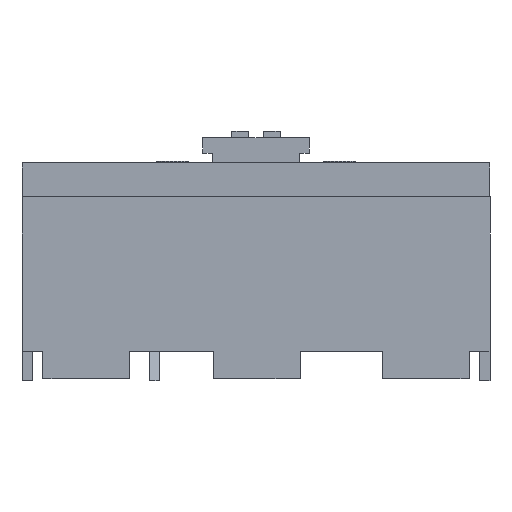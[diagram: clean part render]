
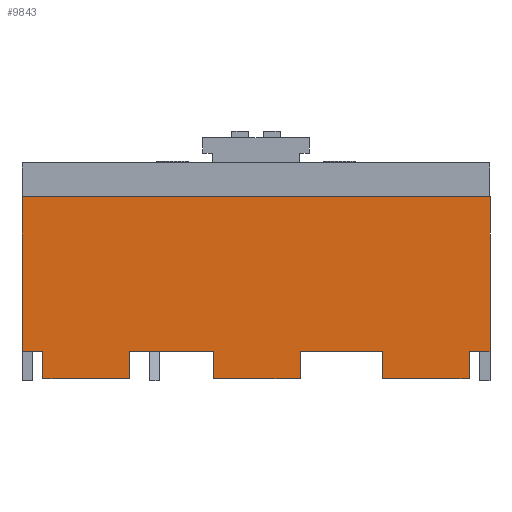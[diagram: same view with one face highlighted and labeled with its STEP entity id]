
A CAD part, front view. The second image highlights one B-rep face of the part: STEP entity #9843.
In plain terms, the highlighted planar face has unit normal (0, -1, 0).
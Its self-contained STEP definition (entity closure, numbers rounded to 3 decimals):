
#34=DIRECTION('',(0.,0.,1.));
#35=VECTOR('',#34,31.9);
#36=CARTESIAN_POINT('',(0.,0.,0.));
#37=LINE('',#36,#35);
#98=DIRECTION('',(0.,0.,1.));
#99=VECTOR('',#98,31.9);
#100=CARTESIAN_POINT('',(96.5,0.,0.));
#101=LINE('',#100,#99);
#1954=DIRECTION('',(1.,0.,0.));
#1955=VECTOR('',#1954,96.5);
#1956=CARTESIAN_POINT('',(0.,0.,31.9));
#1957=LINE('',#1956,#1955);
#1974=DIRECTION('',(1.,0.,0.));
#1975=VECTOR('',#1974,4.32);
#1976=CARTESIAN_POINT('',(92.18,0.,0.));
#1977=LINE('',#1976,#1975);
#1978=DIRECTION('',(0.,0.,-1.));
#1979=VECTOR('',#1978,5.6);
#1980=CARTESIAN_POINT('',(92.18,0.,0.));
#1981=LINE('',#1980,#1979);
#1982=DIRECTION('',(-1.,0.,0.));
#1983=VECTOR('',#1982,17.83);
#1984=CARTESIAN_POINT('',(92.18,0.,-5.6));
#1985=LINE('',#1984,#1983);
#1986=DIRECTION('',(0.,0.,1.));
#1987=VECTOR('',#1986,5.6);
#1988=CARTESIAN_POINT('',(74.35,0.,-5.6));
#1989=LINE('',#1988,#1987);
#1990=DIRECTION('',(1.,0.,0.));
#1991=VECTOR('',#1990,17.);
#1992=CARTESIAN_POINT('',(57.35,0.,0.));
#1993=LINE('',#1992,#1991);
#1994=DIRECTION('',(0.,0.,-1.));
#1995=VECTOR('',#1994,5.6);
#1996=CARTESIAN_POINT('',(57.35,0.,0.));
#1997=LINE('',#1996,#1995);
#1998=DIRECTION('',(-1.,0.,0.));
#1999=VECTOR('',#1998,17.83);
#2000=CARTESIAN_POINT('',(57.35,0.,-5.6));
#2001=LINE('',#2000,#1999);
#2002=DIRECTION('',(0.,0.,1.));
#2003=VECTOR('',#2002,5.6);
#2004=CARTESIAN_POINT('',(39.52,0.,-5.6));
#2005=LINE('',#2004,#2003);
#2006=DIRECTION('',(1.,0.,0.));
#2007=VECTOR('',#2006,17.37);
#2008=CARTESIAN_POINT('',(22.15,0.,0.));
#2009=LINE('',#2008,#2007);
#2010=DIRECTION('',(0.,0.,-1.));
#2011=VECTOR('',#2010,5.6);
#2012=CARTESIAN_POINT('',(22.15,0.,0.));
#2013=LINE('',#2012,#2011);
#2014=DIRECTION('',(-1.,0.,0.));
#2015=VECTOR('',#2014,17.83);
#2016=CARTESIAN_POINT('',(22.15,0.,-5.6));
#2017=LINE('',#2016,#2015);
#2018=DIRECTION('',(0.,0.,1.));
#2019=VECTOR('',#2018,5.6);
#2020=CARTESIAN_POINT('',(4.32,0.,-5.6));
#2021=LINE('',#2020,#2019);
#2022=DIRECTION('',(1.,0.,0.));
#2023=VECTOR('',#2022,4.32);
#2024=CARTESIAN_POINT('',(0.,0.,0.));
#2025=LINE('',#2024,#2023);
#5742=CARTESIAN_POINT('',(0.,0.,0.));
#5743=CARTESIAN_POINT('',(0.,0.,31.9));
#5744=VERTEX_POINT('',#5742);
#5745=VERTEX_POINT('',#5743);
#5750=CARTESIAN_POINT('',(96.5,0.,0.));
#5751=CARTESIAN_POINT('',(96.5,0.,31.9));
#5752=VERTEX_POINT('',#5750);
#5753=VERTEX_POINT('',#5751);
#5834=CARTESIAN_POINT('',(22.15,0.,-5.6));
#5835=CARTESIAN_POINT('',(4.32,0.,-5.6));
#5836=VERTEX_POINT('',#5834);
#5837=VERTEX_POINT('',#5835);
#5838=CARTESIAN_POINT('',(57.35,0.,-5.6));
#5839=CARTESIAN_POINT('',(39.52,0.,-5.6));
#5840=VERTEX_POINT('',#5838);
#5841=VERTEX_POINT('',#5839);
#5842=CARTESIAN_POINT('',(92.18,0.,-5.6));
#5843=CARTESIAN_POINT('',(74.35,0.,-5.6));
#5844=VERTEX_POINT('',#5842);
#5845=VERTEX_POINT('',#5843);
#5870=CARTESIAN_POINT('',(22.15,0.,0.));
#5871=VERTEX_POINT('',#5870);
#5872=CARTESIAN_POINT('',(4.32,0.,0.));
#5873=VERTEX_POINT('',#5872);
#5874=CARTESIAN_POINT('',(57.35,0.,0.));
#5875=VERTEX_POINT('',#5874);
#5876=CARTESIAN_POINT('',(39.52,0.,0.));
#5877=VERTEX_POINT('',#5876);
#5878=CARTESIAN_POINT('',(92.18,0.,0.));
#5879=VERTEX_POINT('',#5878);
#5880=CARTESIAN_POINT('',(74.35,0.,0.));
#5881=VERTEX_POINT('',#5880);
#9811=CARTESIAN_POINT('',(0.,0.,0.));
#9812=DIRECTION('',(0.,-1.,0.));
#9813=DIRECTION('',(0.,0.,1.));
#9814=AXIS2_PLACEMENT_3D('',#9811,#9812,#9813);
#9815=PLANE('',#9814);
#9816=ORIENTED_EDGE('',*,*,#9283,.F.);
#9818=ORIENTED_EDGE('',*,*,#9817,.T.);
#9820=ORIENTED_EDGE('',*,*,#9819,.T.);
#9822=ORIENTED_EDGE('',*,*,#9821,.T.);
#9823=ORIENTED_EDGE('',*,*,#9399,.F.);
#9825=ORIENTED_EDGE('',*,*,#9824,.T.);
#9827=ORIENTED_EDGE('',*,*,#9826,.T.);
#9829=ORIENTED_EDGE('',*,*,#9828,.T.);
#9830=ORIENTED_EDGE('',*,*,#9431,.F.);
#9832=ORIENTED_EDGE('',*,*,#9831,.T.);
#9834=ORIENTED_EDGE('',*,*,#9833,.T.);
#9836=ORIENTED_EDGE('',*,*,#9835,.T.);
#9837=ORIENTED_EDGE('',*,*,#9315,.F.);
#9838=ORIENTED_EDGE('',*,*,#7635,.T.);
#9839=ORIENTED_EDGE('',*,*,#9796,.T.);
#9840=ORIENTED_EDGE('',*,*,#7705,.F.);
#9841=EDGE_LOOP('',(#9816,#9818,#9820,#9822,#9823,#9825,#9827,#9829,#9830,#9832,
#9834,#9836,#9837,#9838,#9839,#9840));
#9842=FACE_OUTER_BOUND('',#9841,.F.);
#7635=EDGE_CURVE('',#5744,#5745,#37,.T.);
#7705=EDGE_CURVE('',#5752,#5753,#101,.T.);
#9283=EDGE_CURVE('',#5879,#5752,#1977,.T.);
#9315=EDGE_CURVE('',#5744,#5873,#2025,.T.);
#9399=EDGE_CURVE('',#5875,#5881,#1993,.T.);
#9431=EDGE_CURVE('',#5871,#5877,#2009,.T.);
#9796=EDGE_CURVE('',#5745,#5753,#1957,.T.);
#9817=EDGE_CURVE('',#5879,#5844,#1981,.T.);
#9819=EDGE_CURVE('',#5844,#5845,#1985,.T.);
#9821=EDGE_CURVE('',#5845,#5881,#1989,.T.);
#9824=EDGE_CURVE('',#5875,#5840,#1997,.T.);
#9826=EDGE_CURVE('',#5840,#5841,#2001,.T.);
#9828=EDGE_CURVE('',#5841,#5877,#2005,.T.);
#9831=EDGE_CURVE('',#5871,#5836,#2013,.T.);
#9833=EDGE_CURVE('',#5836,#5837,#2017,.T.);
#9835=EDGE_CURVE('',#5837,#5873,#2021,.T.);
#9843=ADVANCED_FACE('',(#9842),#9815,.T.);
